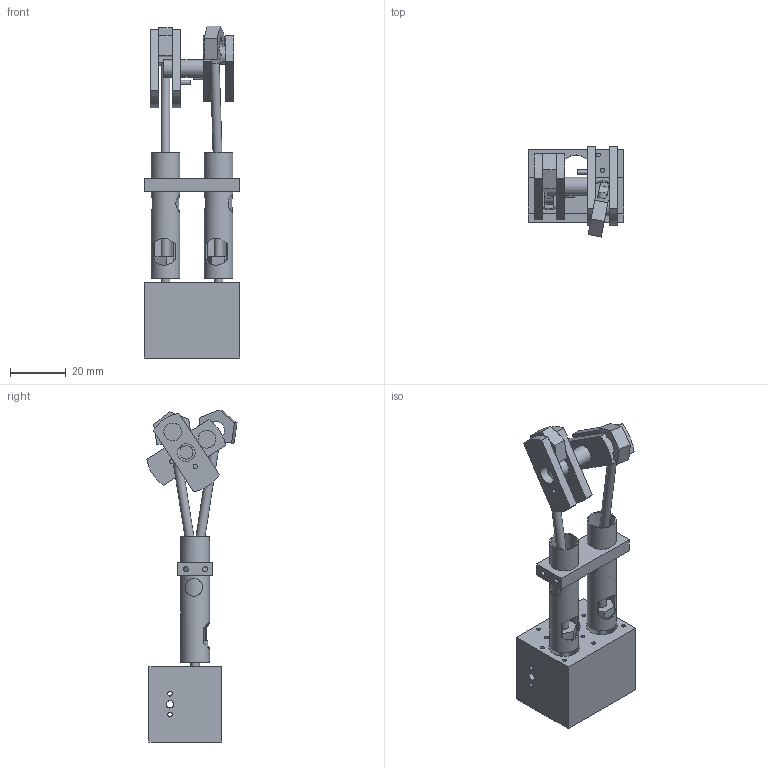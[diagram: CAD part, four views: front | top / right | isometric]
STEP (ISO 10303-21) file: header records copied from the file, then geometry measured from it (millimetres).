
FILE_DESCRIPTION(/* description */ ('ARM1G'),/* implementation_level */ '2;1');
FILE_NAME(/* name */ 'Power train',/* time_stamp */ '2020-05-03T12:00:50+01:00',/* author */ ('Keith Bucklitch'),/* organization */ ('G1MRA'),/* preprocessor_version */ 'ST-DEVELOPER v16.7',/* originating_system */ 'Solid Edge',/* authorisation */ 'Unknown');
FILE_SCHEMA (('AUTOMOTIVE_DESIGN {1 0 10303 214 3 1 1}'));
Length unit declared in the file: millimetre
Products named in the file (20): Power train; Crank Axle (complete); Axle (short)_0; Eccentric drive pin_2; Crank web, large hole_2; Crank Pin_2; Crank web, small hole_1; Split Axle (short)_1; Axle (long)_0; Split Axle (long)_1; Piston assembly; Piston ring_0; Little End Pin_0; Connecting Rod_0; Crosshead_0; Piston_0; Motion Bracket; Trunk Guide; Piston rod gland nut; HD2 cylinder block
Assembly tree (26 placements, depth 4):
  Power train
    Crank Axle (complete)
      Axle (short)_0
        Eccentric drive pin_2
        Crank web, large hole_2
        Crank Pin_2
        Crank web, small hole_1
        Split Axle (short)_1
      Axle (long)_0
        Eccentric drive pin_2
        Crank web, large hole_2  x2
        Crank Pin_2
        Split Axle (long)_1
    Piston assembly  x2
      Piston ring_0
      Little End Pin_0
      Connecting Rod_0
      Crosshead_0
      Piston_0
    Motion Bracket
    Trunk Guide  x2
    Piston rod gland nut  x2
    HD2 cylinder block
Bounding box: 34 x 32.28 x 118.75 mm (x, y, z)
Volume: 27513.4 mm3; surface area: 26266.6 mm2
Topology: 26 solids, 26 shells, 264 faces, 571 edges, 378 vertices
Faces by surface type: plane 148, cylinder 114, torus 2
Full cylindrical faces by diameter (mm): 1 x1, 1.4 x14, 1.5 x4, 1.587 x6, 1.629 x2, 1.665 x2, 1.8 x6, 2.692 x4, 2.7 x4, 2.8 x2, 3 x4, 3.175 x6, 3.2 x4, 3.3 x2, 4.1 x1, 4.76 x1, 4.763 x2, 6.35 x18, 6.667 x2, 7.2 x2, 9.525 x4, 10.319 x4, 11 x7
Entity records: 5233 total; most frequent: CARTESIAN_POINT 1114, DIRECTION 775, ORIENTED_EDGE 546, FACE_BOUND 350, EDGE_LOOP 349, AXIS2_PLACEMENT_3D 335, EDGE_CURVE 273, VERTEX_POINT 231
